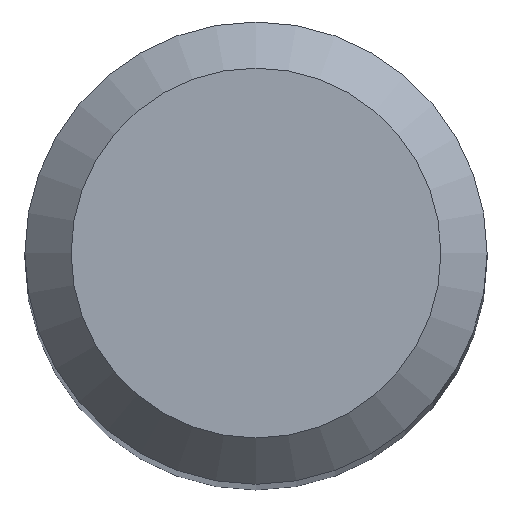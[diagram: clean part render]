
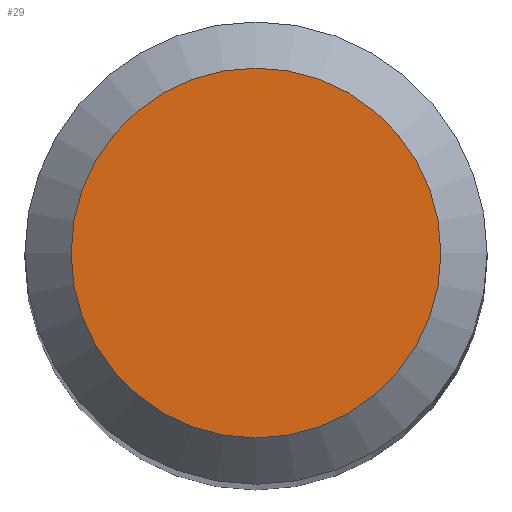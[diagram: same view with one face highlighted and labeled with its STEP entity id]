
A CAD part, top view. The second image highlights one B-rep face of the part: STEP entity #29.
In plain terms, the highlighted planar face has unit normal (0, 0, 1).
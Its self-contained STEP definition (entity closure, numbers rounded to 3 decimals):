
#6 = DIRECTION ( 'NONE',  ( 0., 0., -1. ) ) ;
#7 = DIRECTION ( 'NONE',  ( 0., 1., 0. ) ) ;
#15 = CARTESIAN_POINT ( 'NONE',  ( 0., 1.2, 38. ) ) ;
#26 = AXIS2_PLACEMENT_3D ( 'NONE', #195, #48, #7 ) ;
#29 = ADVANCED_FACE ( 'NONE', ( #97 ), #158, .F. ) ;
#42 = ORIENTED_EDGE ( 'NONE', *, *, #185, .F. ) ;
#48 = DIRECTION ( 'NONE',  ( 0., 0., -1. ) ) ;
#51 = CARTESIAN_POINT ( 'NONE',  ( 0., 0., 38. ) ) ;
#59 = AXIS2_PLACEMENT_3D ( 'NONE', #51, #6, #118 ) ;
#91 = EDGE_LOOP ( 'NONE', ( #42 ) ) ;
#97 = FACE_OUTER_BOUND ( 'NONE', #91, .T. ) ;
#116 = CIRCLE ( 'NONE', #59, 1.2 ) ;
#118 = DIRECTION ( 'NONE',  ( 0., 1., 0. ) ) ;
#158 = PLANE ( 'NONE',  #26 ) ;
#179 = VERTEX_POINT ( 'NONE', #15 ) ;
#185 = EDGE_CURVE ( 'NONE', #179, #179, #116, .T. ) ;
#195 = CARTESIAN_POINT ( 'NONE',  ( 0., 0., 38. ) ) ;
